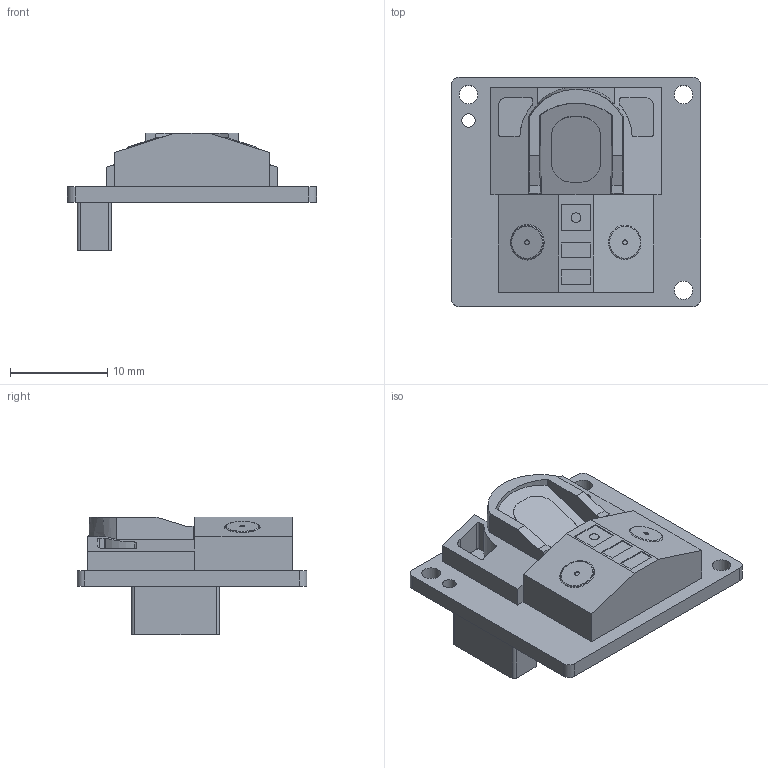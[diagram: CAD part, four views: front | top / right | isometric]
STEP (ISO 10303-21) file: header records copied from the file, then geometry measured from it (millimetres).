
FILE_DESCRIPTION(/* description */ (''),/* implementation_level */ '2;1');
FILE_NAME(/* name */ 'YDLIDAR GS2.stp',/* time_stamp */ '2024-10-29T10:41:32-05:00',/* author */ ('ADMIN'),/* organization */ (''),/* preprocessor_version */ 'ST-DEVELOPER v19',/* originating_system */ 'Autodesk Inventor 2023',/* authorisation */ '');
FILE_SCHEMA (('AUTOMOTIVE_DESIGN { 1 0 10303 214 3 1 1 }'));
Length unit declared in the file: millimetre
Products named in the file (1): YDLIDAR GS2
Bounding box: 25.6 x 23.6 x 12.1 mm (x, y, z)
Volume: 2259.2 mm3; surface area: 2265.5 mm2
Topology: 1 solids, 1 shells, 144 faces, 365 edges, 243 vertices
Faces by surface type: plane 99, cylinder 39, torus 3, cone 3
Full cylindrical faces by diameter (mm): 0.4 x4, 0.5 x2, 1 x1, 1.4 x1, 1.9 x3
Entity records: 4515 total; most frequent: CARTESIAN_POINT 779, DIRECTION 740, ORIENTED_EDGE 730, EDGE_CURVE 365, LINE 254, VECTOR 254, AXIS2_PLACEMENT_3D 243, VERTEX_POINT 242
